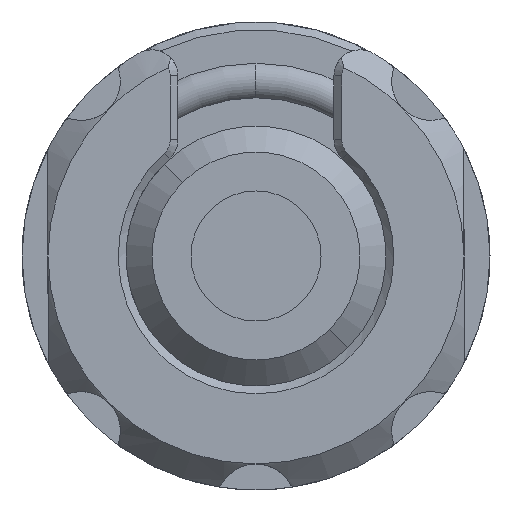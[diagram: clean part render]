
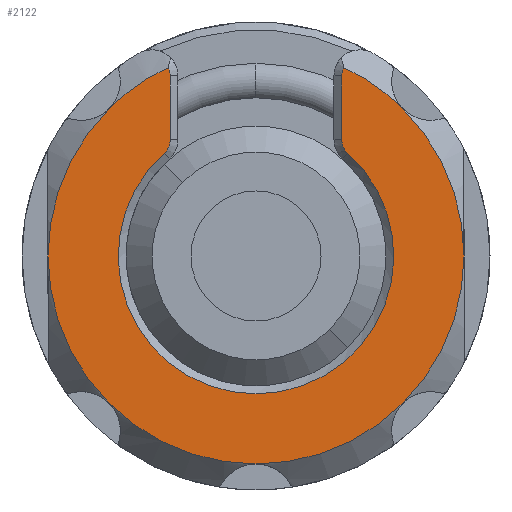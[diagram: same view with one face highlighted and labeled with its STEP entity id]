
A CAD part, front view. The second image highlights one B-rep face of the part: STEP entity #2122.
In plain terms, the highlighted planar face has unit normal (0, -1, 0).
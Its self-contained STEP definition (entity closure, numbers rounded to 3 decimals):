
#11 = AXIS2_PLACEMENT_3D ( 'NONE', #365, #1195, #3068 ) ;
#18 = DIRECTION ( 'NONE',  ( 0., -1., 0. ) ) ;
#131 = CARTESIAN_POINT ( 'NONE',  ( 0., -10.652, 0. ) ) ;
#246 = DIRECTION ( 'NONE',  ( 0., -1., 0. ) ) ;
#264 = DIRECTION ( 'NONE',  ( 0.707, 0., 0.707 ) ) ;
#324 = CARTESIAN_POINT ( 'NONE',  ( 0., -10.652, -8. ) ) ;
#365 = CARTESIAN_POINT ( 'NONE',  ( 0., -10.652, 0. ) ) ;
#389 = DIRECTION ( 'NONE',  ( 0., 0., -1. ) ) ;
#484 = VERTEX_POINT ( 'NONE', #3622 ) ;
#508 = EDGE_CURVE ( 'NONE', #1355, #1611, #4657, .T. ) ;
#626 = DIRECTION ( 'NONE',  ( 0., 0., 1. ) ) ;
#636 = ORIENTED_EDGE ( 'NONE', *, *, #2718, .T. ) ;
#663 = CARTESIAN_POINT ( 'NONE',  ( -3.3, -10.652, 6.928 ) ) ;
#674 = ORIENTED_EDGE ( 'NONE', *, *, #3619, .T. ) ;
#678 = DIRECTION ( 'NONE',  ( 0.707, 0., 0.707 ) ) ;
#688 = CIRCLE ( 'NONE', #3921, 8. ) ;
#690 = VERTEX_POINT ( 'NONE', #2525 ) ;
#708 = CARTESIAN_POINT ( 'NONE',  ( 0., -10.652, 0. ) ) ;
#716 = VERTEX_POINT ( 'NONE', #1972 ) ;
#754 = VERTEX_POINT ( 'NONE', #3591 ) ;
#755 = FACE_OUTER_BOUND ( 'NONE', #1008, .T. ) ;
#816 = CIRCLE ( 'NONE', #11, 8. ) ;
#931 = CIRCLE ( 'NONE', #2398, 8. ) ;
#960 = EDGE_CURVE ( 'NONE', #4895, #1682, #2932, .T. ) ;
#964 = CARTESIAN_POINT ( 'NONE',  ( -5.657, -10.652, -5.657 ) ) ;
#1000 = DIRECTION ( 'NONE',  ( 0., -1., 0. ) ) ;
#1008 = EDGE_LOOP ( 'NONE', ( #3275, #4229, #636, #1462, #4952, #1077, #1858, #3875, #2049, #1740, #4424, #1684, #1833, #674, #2252 ) ) ;
#1026 = VERTEX_POINT ( 'NONE', #324 ) ;
#1077 = ORIENTED_EDGE ( 'NONE', *, *, #4622, .T. ) ;
#1088 = CARTESIAN_POINT ( 'NONE',  ( 0., -10.652, 0. ) ) ;
#1195 = DIRECTION ( 'NONE',  ( 0., -1., 0. ) ) ;
#1221 = CARTESIAN_POINT ( 'NONE',  ( 3.379, -10.652, 7.251 ) ) ;
#1312 = AXIS2_PLACEMENT_3D ( 'NONE', #4737, #4713, #264 ) ;
#1342 = VERTEX_POINT ( 'NONE', #2600 ) ;
#1352 = DIRECTION ( 'NONE',  ( 0., -1., 0. ) ) ;
#1355 = VERTEX_POINT ( 'NONE', #663 ) ;
#1357 = DIRECTION ( 'NONE',  ( 0., -1., 0. ) ) ;
#1403 = EDGE_CURVE ( 'NONE', #1682, #4116, #4233, .T. ) ;
#1462 = ORIENTED_EDGE ( 'NONE', *, *, #4989, .T. ) ;
#1496 = EDGE_CURVE ( 'NONE', #754, #4779, #816, .T. ) ;
#1498 = DIRECTION ( 'NONE',  ( 0., 0., 1. ) ) ;
#1502 = LINE ( 'NONE', #4625, #4877 ) ;
#1522 = CIRCLE ( 'NONE', #4275, 8. ) ;
#1552 = DIRECTION ( 'NONE',  ( 0.707, 0., 0.707 ) ) ;
#1584 = CIRCLE ( 'NONE', #4271, 0.7 ) ;
#1611 = VERTEX_POINT ( 'NONE', #2619 ) ;
#1629 = PLANE ( 'NONE',  #4473 ) ;
#1682 = VERTEX_POINT ( 'NONE', #4199 ) ;
#1684 = ORIENTED_EDGE ( 'NONE', *, *, #1403, .T. ) ;
#1703 = CARTESIAN_POINT ( 'NONE',  ( 0., -10.652, 0. ) ) ;
#1710 = DIRECTION ( 'NONE',  ( 0.707, 0., 0.707 ) ) ;
#1735 = CIRCLE ( 'NONE', #4409, 0.7 ) ;
#1740 = ORIENTED_EDGE ( 'NONE', *, *, #2735, .T. ) ;
#1753 = DIRECTION ( 'NONE',  ( 0., 0., 1. ) ) ;
#1833 = ORIENTED_EDGE ( 'NONE', *, *, #3459, .T. ) ;
#1858 = ORIENTED_EDGE ( 'NONE', *, *, #3998, .T. ) ;
#1945 = DIRECTION ( 'NONE',  ( 0.707, 0., 0.707 ) ) ;
#1962 = VECTOR ( 'NONE', #389, 1000. ) ;
#1972 = CARTESIAN_POINT ( 'NONE',  ( -8., -10.652, 0. ) ) ;
#2049 = ORIENTED_EDGE ( 'NONE', *, *, #4944, .T. ) ;
#2076 = CARTESIAN_POINT ( 'NONE',  ( 0., -10.652, 0. ) ) ;
#2122 = ADVANCED_FACE ( 'NONE', ( #755 ), #1629, .T. ) ;
#2125 = EDGE_CURVE ( 'NONE', #3596, #1355, #1502, .T. ) ;
#2249 = AXIS2_PLACEMENT_3D ( 'NONE', #131, #2533, #626 ) ;
#2252 = ORIENTED_EDGE ( 'NONE', *, *, #2556, .T. ) ;
#2398 = AXIS2_PLACEMENT_3D ( 'NONE', #2076, #1357, #1710 ) ;
#2461 = DIRECTION ( 'NONE',  ( 0., 0., 1. ) ) ;
#2467 = DIRECTION ( 'NONE',  ( 0.707, 0., 0.707 ) ) ;
#2505 = VERTEX_POINT ( 'NONE', #3940 ) ;
#2516 = DIRECTION ( 'NONE',  ( 0., -1., 0. ) ) ;
#2525 = CARTESIAN_POINT ( 'NONE',  ( -3.533, -10.652, 3.95 ) ) ;
#2533 = DIRECTION ( 'NONE',  ( 0., 1., 0. ) ) ;
#2556 = EDGE_CURVE ( 'NONE', #690, #3596, #1735, .T. ) ;
#2600 = CARTESIAN_POINT ( 'NONE',  ( 5.657, -10.652, 5.657 ) ) ;
#2610 = CARTESIAN_POINT ( 'NONE',  ( 8., -10.652, 0. ) ) ;
#2612 = EDGE_CURVE ( 'NONE', #716, #4455, #688, .T. ) ;
#2619 = CARTESIAN_POINT ( 'NONE',  ( -3.379, -10.652, 7.251 ) ) ;
#2718 = EDGE_CURVE ( 'NONE', #1611, #484, #3522, .T. ) ;
#2735 = EDGE_CURVE ( 'NONE', #1342, #4895, #2789, .T. ) ;
#2789 = CIRCLE ( 'NONE', #2878, 8. ) ;
#2878 = AXIS2_PLACEMENT_3D ( 'NONE', #1088, #2998, #678 ) ;
#2932 = CIRCLE ( 'NONE', #3568, 0.7 ) ;
#2998 = DIRECTION ( 'NONE',  ( 0., -1., 0. ) ) ;
#3068 = DIRECTION ( 'NONE',  ( 0.707, 0., 0.707 ) ) ;
#3080 = DIRECTION ( 'NONE',  ( 0., 0., 1. ) ) ;
#3096 = CARTESIAN_POINT ( 'NONE',  ( 0., -10.652, 0. ) ) ;
#3107 = CARTESIAN_POINT ( 'NONE',  ( 0., -10.652, 0. ) ) ;
#3183 = DIRECTION ( 'NONE',  ( 0., -1., 0. ) ) ;
#3275 = ORIENTED_EDGE ( 'NONE', *, *, #2125, .T. ) ;
#3382 = CIRCLE ( 'NONE', #4023, 8. ) ;
#3429 = DIRECTION ( 'NONE',  ( 0.707, 0., 0.707 ) ) ;
#3459 = EDGE_CURVE ( 'NONE', #4116, #2505, #1584, .T. ) ;
#3482 = DIRECTION ( 'NONE',  ( 0., -1., 0. ) ) ;
#3517 = AXIS2_PLACEMENT_3D ( 'NONE', #4140, #246, #4172 ) ;
#3522 = CIRCLE ( 'NONE', #4985, 8. ) ;
#3568 = AXIS2_PLACEMENT_3D ( 'NONE', #4482, #1000, #1498 ) ;
#3591 = CARTESIAN_POINT ( 'NONE',  ( 5.657, -10.652, -5.657 ) ) ;
#3596 = VERTEX_POINT ( 'NONE', #3700 ) ;
#3619 = EDGE_CURVE ( 'NONE', #2505, #690, #3699, .T. ) ;
#3622 = CARTESIAN_POINT ( 'NONE',  ( -5.657, -10.652, 5.657 ) ) ;
#3699 = CIRCLE ( 'NONE', #2249, 5.3 ) ;
#3700 = CARTESIAN_POINT ( 'NONE',  ( -3.3, -10.652, 4.472 ) ) ;
#3875 = ORIENTED_EDGE ( 'NONE', *, *, #1496, .T. ) ;
#3921 = AXIS2_PLACEMENT_3D ( 'NONE', #3107, #18, #1552 ) ;
#3940 = CARTESIAN_POINT ( 'NONE',  ( 3.533, -10.652, 3.95 ) ) ;
#3998 = EDGE_CURVE ( 'NONE', #1026, #754, #4079, .T. ) ;
#4023 = AXIS2_PLACEMENT_3D ( 'NONE', #1703, #1352, #2467 ) ;
#4079 = CIRCLE ( 'NONE', #1312, 8. ) ;
#4090 = CARTESIAN_POINT ( 'NONE',  ( 4., -10.652, 4.472 ) ) ;
#4116 = VERTEX_POINT ( 'NONE', #4965 ) ;
#4140 = CARTESIAN_POINT ( 'NONE',  ( -4., -10.652, 6.928 ) ) ;
#4172 = DIRECTION ( 'NONE',  ( 0., 0., 1. ) ) ;
#4199 = CARTESIAN_POINT ( 'NONE',  ( 3.3, -10.652, 6.928 ) ) ;
#4229 = ORIENTED_EDGE ( 'NONE', *, *, #508, .T. ) ;
#4233 = LINE ( 'NONE', #4653, #1962 ) ;
#4271 = AXIS2_PLACEMENT_3D ( 'NONE', #4090, #2516, #1753 ) ;
#4275 = AXIS2_PLACEMENT_3D ( 'NONE', #3096, #4642, #1945 ) ;
#4367 = CARTESIAN_POINT ( 'NONE',  ( -4., -10.652, 4.472 ) ) ;
#4390 = DIRECTION ( 'NONE',  ( 0., -1., 0. ) ) ;
#4409 = AXIS2_PLACEMENT_3D ( 'NONE', #4367, #4390, #2461 ) ;
#4424 = ORIENTED_EDGE ( 'NONE', *, *, #960, .T. ) ;
#4455 = VERTEX_POINT ( 'NONE', #964 ) ;
#4473 = AXIS2_PLACEMENT_3D ( 'NONE', #708, #3183, #3429 ) ;
#4482 = CARTESIAN_POINT ( 'NONE',  ( 4., -10.652, 6.928 ) ) ;
#4622 = EDGE_CURVE ( 'NONE', #4455, #1026, #931, .T. ) ;
#4625 = CARTESIAN_POINT ( 'NONE',  ( -3.3, -10.652, 6.928 ) ) ;
#4642 = DIRECTION ( 'NONE',  ( 0., -1., 0. ) ) ;
#4653 = CARTESIAN_POINT ( 'NONE',  ( 3.3, -10.652, 4.472 ) ) ;
#4657 = CIRCLE ( 'NONE', #3517, 0.7 ) ;
#4713 = DIRECTION ( 'NONE',  ( 0., -1., 0. ) ) ;
#4737 = CARTESIAN_POINT ( 'NONE',  ( 0., -10.652, 0. ) ) ;
#4779 = VERTEX_POINT ( 'NONE', #2610 ) ;
#4877 = VECTOR ( 'NONE', #3080, 1000. ) ;
#4895 = VERTEX_POINT ( 'NONE', #1221 ) ;
#4944 = EDGE_CURVE ( 'NONE', #4779, #1342, #1522, .T. ) ;
#4952 = ORIENTED_EDGE ( 'NONE', *, *, #2612, .T. ) ;
#4965 = CARTESIAN_POINT ( 'NONE',  ( 3.3, -10.652, 4.472 ) ) ;
#4980 = CARTESIAN_POINT ( 'NONE',  ( 0., -10.652, 0. ) ) ;
#4985 = AXIS2_PLACEMENT_3D ( 'NONE', #4980, #3482, #5024 ) ;
#4989 = EDGE_CURVE ( 'NONE', #484, #716, #3382, .T. ) ;
#5024 = DIRECTION ( 'NONE',  ( 0.707, 0., 0.707 ) ) ;
